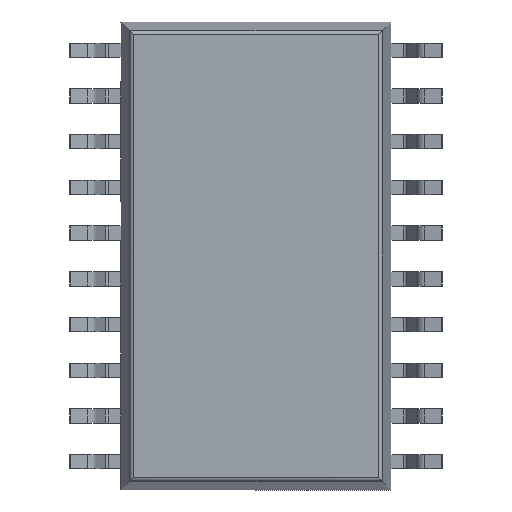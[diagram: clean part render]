
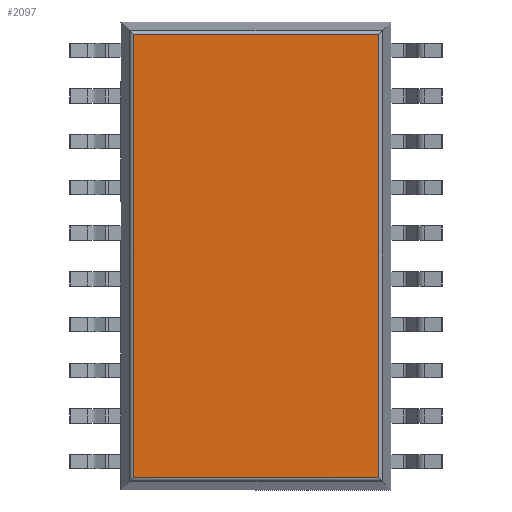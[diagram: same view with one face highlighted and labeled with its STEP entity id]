
A CAD part, front view. The second image highlights one B-rep face of the part: STEP entity #2097.
In plain terms, the highlighted planar face has unit normal (0, -1, 0).
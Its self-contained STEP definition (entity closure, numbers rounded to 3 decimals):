
#2083 = ORIENTED_EDGE ( 'NONE', *, *, #2084, .T. ) ;
#2084 = EDGE_CURVE ( 'NONE', #2100, #2106, #8960, .T. ) ;
#2087 = ORIENTED_EDGE ( 'NONE', *, *, #2089, .T. ) ;
#2088 = VERTEX_POINT ( 'NONE', #8951 ) ;
#2089 = EDGE_CURVE ( 'NONE', #2092, #2088, #8950, .T. ) ;
#2092 = VERTEX_POINT ( 'NONE', #8945 ) ;
#2093 = EDGE_CURVE ( 'NONE', #2106, #2092, #8944, .T. ) ;
#2097 = ADVANCED_FACE ( 'NONE', ( #8992 ), #8977, .T. ) ;
#2098 = EDGE_LOOP ( 'NONE', ( #2107, #2087, #2101, #2083 ) ) ;
#2100 = VERTEX_POINT ( 'NONE', #8971 ) ;
#2101 = ORIENTED_EDGE ( 'NONE', *, *, #2102, .T. ) ;
#2102 = EDGE_CURVE ( 'NONE', #2088, #2100, #9027, .T. ) ;
#2106 = VERTEX_POINT ( 'NONE', #9019 ) ;
#2107 = ORIENTED_EDGE ( 'NONE', *, *, #2093, .T. ) ;
#8941 = DIRECTION ( 'NONE',  ( 0., 0., -1. ) ) ;
#8942 = VECTOR ( 'NONE', #8941, 1000. ) ;
#8943 = CARTESIAN_POINT ( 'NONE',  ( -3.409, 0.15, -6.5 ) ) ;
#8944 = LINE ( 'NONE', #8943, #8942 ) ;
#8945 = CARTESIAN_POINT ( 'NONE',  ( -3.409, 0.15, -6.159 ) ) ;
#8947 = DIRECTION ( 'NONE',  ( 1., 0., 0. ) ) ;
#8948 = VECTOR ( 'NONE', #8947, 1000. ) ;
#8949 = CARTESIAN_POINT ( 'NONE',  ( -3.75, 0.15, -6.159 ) ) ;
#8950 = LINE ( 'NONE', #8949, #8948 ) ;
#8951 = CARTESIAN_POINT ( 'NONE',  ( 3.409, 0.15, -6.159 ) ) ;
#8957 = DIRECTION ( 'NONE',  ( -1., 0., 0. ) ) ;
#8958 = VECTOR ( 'NONE', #8957, 1000. ) ;
#8959 = CARTESIAN_POINT ( 'NONE',  ( -3.75, 0.15, 6.159 ) ) ;
#8960 = LINE ( 'NONE', #8959, #8958 ) ;
#8971 = CARTESIAN_POINT ( 'NONE',  ( 3.409, 0.15, 6.159 ) ) ;
#8972 = DIRECTION ( 'NONE',  ( 0., 0., -1. ) ) ;
#8973 = DIRECTION ( 'NONE',  ( 0., -1., 0. ) ) ;
#8974 = CARTESIAN_POINT ( 'NONE',  ( -3.75, 0.15, -6.5 ) ) ;
#8975 = AXIS2_PLACEMENT_3D ( 'NONE', #8974, #8973, #8972 ) ;
#8977 = PLANE ( 'NONE',  #8975 ) ;
#8992 = FACE_OUTER_BOUND ( 'NONE', #2098, .T. ) ;
#9019 = CARTESIAN_POINT ( 'NONE',  ( -3.409, 0.15, 6.159 ) ) ;
#9024 = DIRECTION ( 'NONE',  ( 0., 0., 1. ) ) ;
#9025 = VECTOR ( 'NONE', #9024, 1000. ) ;
#9026 = CARTESIAN_POINT ( 'NONE',  ( 3.409, 0.15, -6.5 ) ) ;
#9027 = LINE ( 'NONE', #9026, #9025 ) ;
